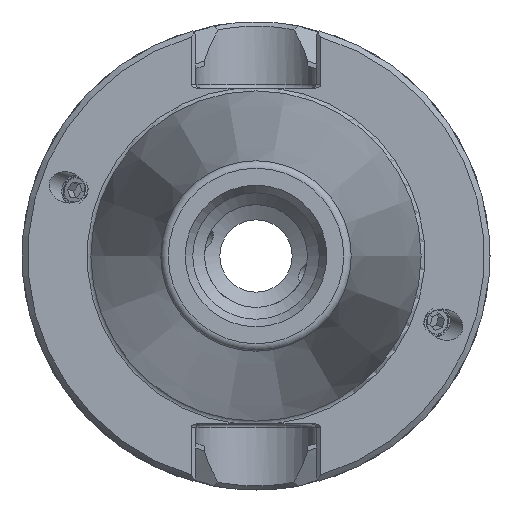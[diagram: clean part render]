
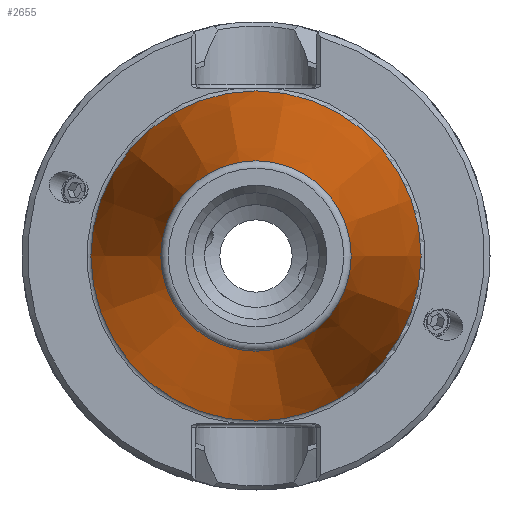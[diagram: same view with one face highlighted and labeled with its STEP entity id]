
A CAD part, left-side view. The second image highlights one B-rep face of the part: STEP entity #2655.
In plain terms, the highlighted conical face has half-angle 8.297 degrees and reference radius 17.456 mm.
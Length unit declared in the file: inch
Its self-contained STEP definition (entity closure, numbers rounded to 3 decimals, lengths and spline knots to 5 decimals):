
#2492=CARTESIAN_POINT('',(0.00001,0.875,0.0));
#2493=VERTEX_POINT('',#2492);
#2494=CARTESIAN_POINT('',(0.00001,0.0,0.0));
#2495=DIRECTION('',(-1.0,0.,0.0));
#2496=DIRECTION('',(0.,1.0,0.0));
#2497=AXIS2_PLACEMENT_3D('',#2494,#2495,#2496);
#2498=CIRCLE('',#2497,0.875);
#2499=EDGE_CURVE('',#2493,#2493,#2498,.T.);
#2620=CARTESIAN_POINT('',(-2.54077,0.50448,0.));
#2621=VERTEX_POINT('',#2620);
#2622=CARTESIAN_POINT('',(-2.54077,0.,0.));
#2623=DIRECTION('',(-1.0,0.0,0.0));
#2624=DIRECTION('',(0.0,-1.0,0.0));
#2625=AXIS2_PLACEMENT_3D('',#2622,#2623,#2624);
#2626=CIRCLE('',#2625,0.50448);
#2627=EDGE_CURVE('',#2621,#2621,#2626,.T.);
#2644=CARTESIAN_POINT('',(-1.2875,0.0,0.0));
#2645=DIRECTION('',(1.0,0.0,0.0));
#2646=DIRECTION('',(0.,1.0,0.0));
#2647=AXIS2_PLACEMENT_3D('',#2644,#2645,#2646);
#2648=CONICAL_SURFACE('',#2647,0.68724,8.297);
#2649=ORIENTED_EDGE('',*,*,#2499,.T.);
#2650=EDGE_LOOP('',(#2649));
#2651=FACE_OUTER_BOUND('',#2650,.T.);
#2652=ORIENTED_EDGE('',*,*,#2627,.F.);
#2653=EDGE_LOOP('',(#2652));
#2654=FACE_BOUND('',#2653,.T.);
#2655=ADVANCED_FACE('',(#2651,#2654),#2648,.T.);
